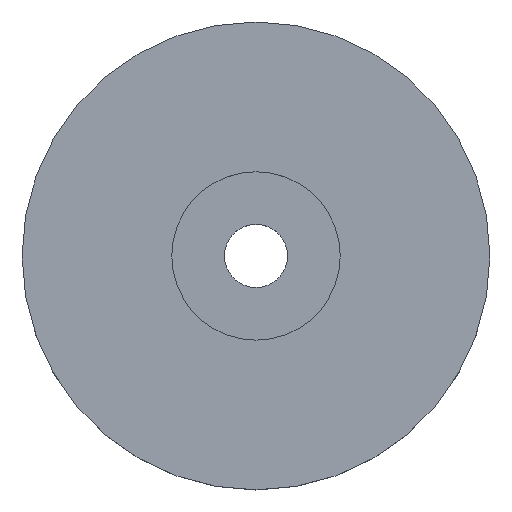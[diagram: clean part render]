
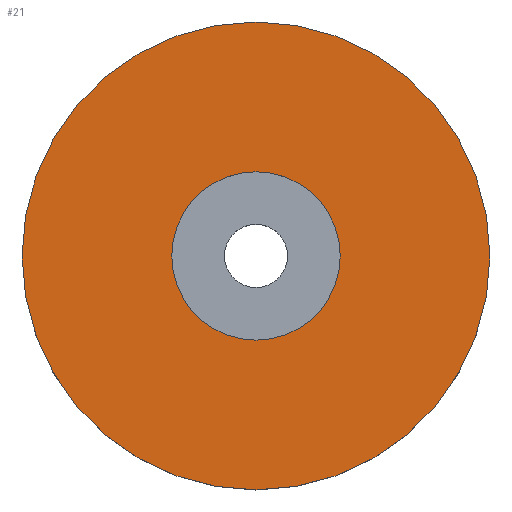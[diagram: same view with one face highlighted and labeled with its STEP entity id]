
A CAD part, top view. The second image highlights one B-rep face of the part: STEP entity #21.
In plain terms, the highlighted planar face has unit normal (0, 0, 1).
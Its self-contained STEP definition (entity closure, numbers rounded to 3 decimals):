
#5 = EDGE_LOOP ( 'NONE', ( #309 ) ) ;
#21 = ADVANCED_FACE ( 'NONE', ( #85, #234 ), #83, .F. ) ;
#23 = CARTESIAN_POINT ( 'NONE',  ( 0., 0., 6.35 ) ) ;
#33 = AXIS2_PLACEMENT_3D ( 'NONE', #23, #297, #143 ) ;
#56 = CIRCLE ( 'NONE', #33, 44.45 ) ;
#83 = PLANE ( 'NONE',  #120 ) ;
#85 = FACE_BOUND ( 'NONE', #250, .T. ) ;
#89 = DIRECTION ( 'NONE',  ( -1., 0., 0. ) ) ;
#95 = CARTESIAN_POINT ( 'NONE',  ( 0., 0., 6.35 ) ) ;
#117 = DIRECTION ( 'NONE',  ( 0., 0., 1. ) ) ;
#120 = AXIS2_PLACEMENT_3D ( 'NONE', #290, #179, #89 ) ;
#142 = DIRECTION ( 'NONE',  ( 1., 0., 0. ) ) ;
#143 = DIRECTION ( 'NONE',  ( 1., 0., 0. ) ) ;
#147 = CARTESIAN_POINT ( 'NONE',  ( 16., 0., 6.35 ) ) ;
#167 = CARTESIAN_POINT ( 'NONE',  ( 44.45, 0., 6.35 ) ) ;
#179 = DIRECTION ( 'NONE',  ( 0., 0., -1. ) ) ;
#194 = VERTEX_POINT ( 'NONE', #167 ) ;
#197 = EDGE_CURVE ( 'NONE', #308, #308, #257, .T. ) ;
#200 = ORIENTED_EDGE ( 'NONE', *, *, #197, .F. ) ;
#217 = AXIS2_PLACEMENT_3D ( 'NONE', #95, #117, #142 ) ;
#218 = EDGE_CURVE ( 'NONE', #194, #194, #56, .T. ) ;
#234 = FACE_OUTER_BOUND ( 'NONE', #5, .T. ) ;
#250 = EDGE_LOOP ( 'NONE', ( #200 ) ) ;
#257 = CIRCLE ( 'NONE', #217, 16. ) ;
#290 = CARTESIAN_POINT ( 'NONE',  ( 0., 23.52, 6.35 ) ) ;
#297 = DIRECTION ( 'NONE',  ( 0., 0., 1. ) ) ;
#308 = VERTEX_POINT ( 'NONE', #147 ) ;
#309 = ORIENTED_EDGE ( 'NONE', *, *, #218, .T. ) ;
